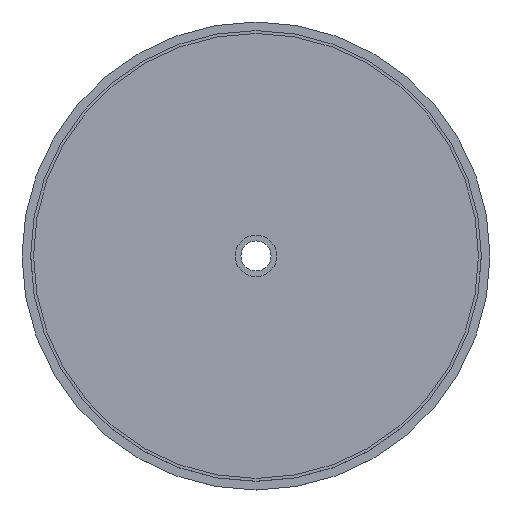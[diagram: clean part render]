
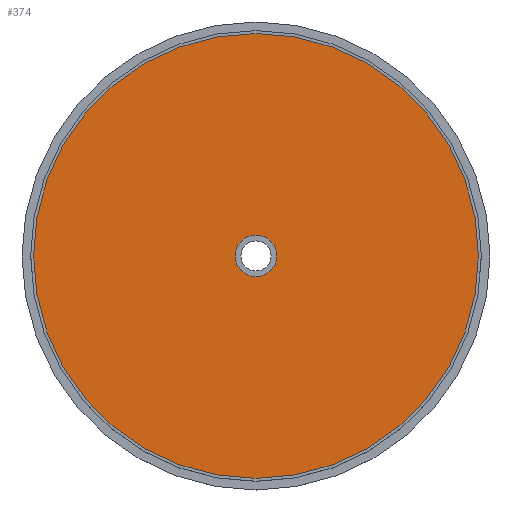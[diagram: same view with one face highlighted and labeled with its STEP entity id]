
A CAD part, top view. The second image highlights one B-rep face of the part: STEP entity #374.
In plain terms, the highlighted planar face has unit normal (0, 0, 1).
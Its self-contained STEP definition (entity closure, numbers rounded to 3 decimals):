
#113=CARTESIAN_POINT('',(0.,0.,6.75));
#114=DIRECTION('',(0.,0.,-1.));
#115=DIRECTION('',(1.,0.,0.));
#116=AXIS2_PLACEMENT_3D('',#113,#114,#115);
#118=CARTESIAN_POINT('',(0.,0.,6.75));
#119=DIRECTION('',(0.,0.,-1.));
#120=DIRECTION('',(-1.,0.,0.));
#121=AXIS2_PLACEMENT_3D('',#118,#119,#120);
#123=CARTESIAN_POINT('',(0.,0.,6.75));
#124=DIRECTION('',(0.,0.,1.));
#125=DIRECTION('',(1.,0.,0.));
#126=AXIS2_PLACEMENT_3D('',#123,#124,#125);
#128=CARTESIAN_POINT('',(0.,0.,6.75));
#129=DIRECTION('',(0.,0.,1.));
#130=DIRECTION('',(-1.,0.,0.));
#131=AXIS2_PLACEMENT_3D('',#128,#129,#130);
#165=CARTESIAN_POINT('',(3.6,0.,6.75));
#166=CARTESIAN_POINT('',(-3.6,0.,6.75));
#167=VERTEX_POINT('',#165);
#168=VERTEX_POINT('',#166);
#169=CARTESIAN_POINT('',(38.5,0.,6.75));
#170=CARTESIAN_POINT('',(-38.5,0.,6.75));
#171=VERTEX_POINT('',#169);
#172=VERTEX_POINT('',#170);
#359=CARTESIAN_POINT('',(0.,0.,6.75));
#360=DIRECTION('',(0.,0.,1.));
#361=DIRECTION('',(1.,0.,0.));
#362=AXIS2_PLACEMENT_3D('',#359,#360,#361);
#363=PLANE('',#362);
#365=ORIENTED_EDGE('',*,*,#364,.F.);
#367=ORIENTED_EDGE('',*,*,#366,.F.);
#368=EDGE_LOOP('',(#365,#367));
#369=FACE_OUTER_BOUND('',#368,.F.);
#370=ORIENTED_EDGE('',*,*,#339,.F.);
#371=ORIENTED_EDGE('',*,*,#353,.F.);
#372=EDGE_LOOP('',(#370,#371));
#373=FACE_BOUND('',#372,.F.);
#374=ADVANCED_FACE('',(#369,#373),#363,.T.);
#117=CIRCLE('',#116,3.6);
#122=CIRCLE('',#121,3.6);
#127=CIRCLE('',#126,38.5);
#132=CIRCLE('',#131,38.5);
#339=EDGE_CURVE('',#167,#168,#117,.T.);
#353=EDGE_CURVE('',#168,#167,#122,.T.);
#364=EDGE_CURVE('',#171,#172,#127,.T.);
#366=EDGE_CURVE('',#172,#171,#132,.T.);
